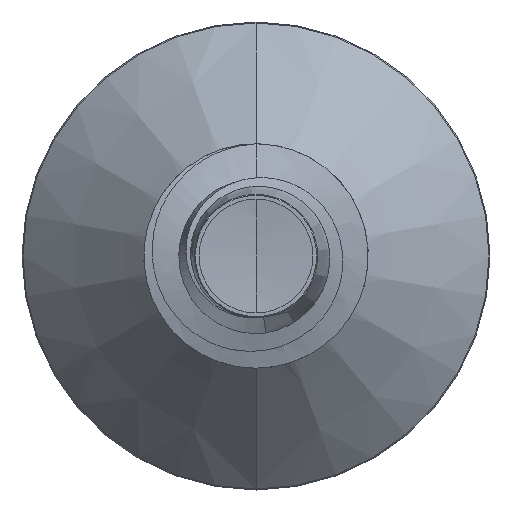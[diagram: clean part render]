
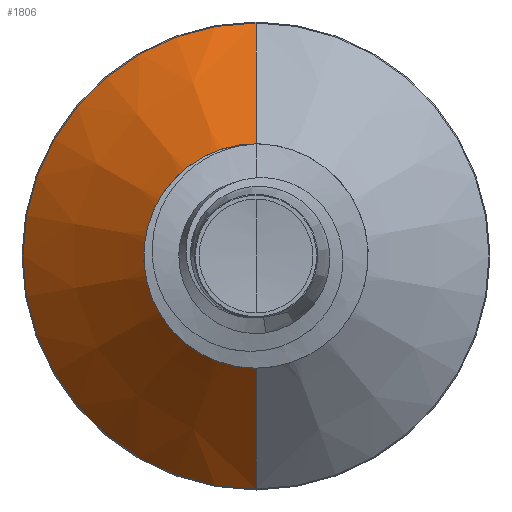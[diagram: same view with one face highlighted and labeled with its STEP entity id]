
A CAD part, front view. The second image highlights one B-rep face of the part: STEP entity #1806.
In plain terms, the highlighted conical face has half-angle 45 degrees and reference radius 1.325 mm.
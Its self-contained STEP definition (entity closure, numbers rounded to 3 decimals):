
#159 = CONICAL_SURFACE ( 'NONE', #4168, 1.325, 0.785 ) ;
#346 = DIRECTION ( 'NONE',  ( 0., 0.707, -0.707 ) ) ;
#363 = CARTESIAN_POINT ( 'NONE',  ( 0., 3.525, 1.325 ) ) ;
#1190 = EDGE_CURVE ( 'NONE', #7847, #5013, #6767, .T. ) ;
#1363 = DIRECTION ( 'NONE',  ( 0., 1., 0. ) ) ;
#1627 = DIRECTION ( 'NONE',  ( 0., 1., 0. ) ) ;
#1645 = ORIENTED_EDGE ( 'NONE', *, *, #8308, .T. ) ;
#1651 = DIRECTION ( 'NONE',  ( 0., 0., 1. ) ) ;
#1777 = FACE_OUTER_BOUND ( 'NONE', #6978, .T. ) ;
#1806 = ADVANCED_FACE ( 'NONE', ( #1777 ), #159, .T. ) ;
#1824 = CARTESIAN_POINT ( 'NONE',  ( 0., 3.525, 1.325 ) ) ;
#2231 = LINE ( 'NONE', #7020, #8260 ) ;
#2412 = CARTESIAN_POINT ( 'NONE',  ( 0., 3.525, 0. ) ) ;
#2628 = DIRECTION ( 'NONE',  ( 0., 1., 0. ) ) ;
#3155 = ORIENTED_EDGE ( 'NONE', *, *, #9767, .F. ) ;
#3747 = VECTOR ( 'NONE', #5089, 1000. ) ;
#4168 = AXIS2_PLACEMENT_3D ( 'NONE', #2412, #1627, #1651 ) ;
#4420 = EDGE_CURVE ( 'NONE', #5077, #10377, #8008, .T. ) ;
#4550 = CARTESIAN_POINT ( 'NONE',  ( 0., 3.525, 0. ) ) ;
#5013 = VERTEX_POINT ( 'NONE', #363 ) ;
#5077 = VERTEX_POINT ( 'NONE', #10322 ) ;
#5089 = DIRECTION ( 'NONE',  ( 0., 0.707, 0.707 ) ) ;
#5483 = DIRECTION ( 'NONE',  ( 0., 0., 1. ) ) ;
#6527 = ORIENTED_EDGE ( 'NONE', *, *, #1190, .T. ) ;
#6767 = CIRCLE ( 'NONE', #7205, 1.325 ) ;
#6978 = EDGE_LOOP ( 'NONE', ( #3155, #6527, #1645, #9842 ) ) ;
#7020 = CARTESIAN_POINT ( 'NONE',  ( 0., 3.525, -1.325 ) ) ;
#7205 = AXIS2_PLACEMENT_3D ( 'NONE', #4550, #1363, #5483 ) ;
#7549 = CARTESIAN_POINT ( 'NONE',  ( 0., 5.835, 0. ) ) ;
#7847 = VERTEX_POINT ( 'NONE', #8149 ) ;
#8008 = CIRCLE ( 'NONE', #8199, 3.635 ) ;
#8149 = CARTESIAN_POINT ( 'NONE',  ( 0., 3.525, -1.325 ) ) ;
#8153 = LINE ( 'NONE', #1824, #3747 ) ;
#8199 = AXIS2_PLACEMENT_3D ( 'NONE', #7549, #2628, #8344 ) ;
#8260 = VECTOR ( 'NONE', #346, 1000. ) ;
#8308 = EDGE_CURVE ( 'NONE', #5013, #10377, #8153, .T. ) ;
#8344 = DIRECTION ( 'NONE',  ( 0., 0., 1. ) ) ;
#9303 = CARTESIAN_POINT ( 'NONE',  ( 0., 5.835, 3.635 ) ) ;
#9767 = EDGE_CURVE ( 'NONE', #7847, #5077, #2231, .T. ) ;
#9842 = ORIENTED_EDGE ( 'NONE', *, *, #4420, .F. ) ;
#10322 = CARTESIAN_POINT ( 'NONE',  ( 0., 5.835, -3.635 ) ) ;
#10377 = VERTEX_POINT ( 'NONE', #9303 ) ;
